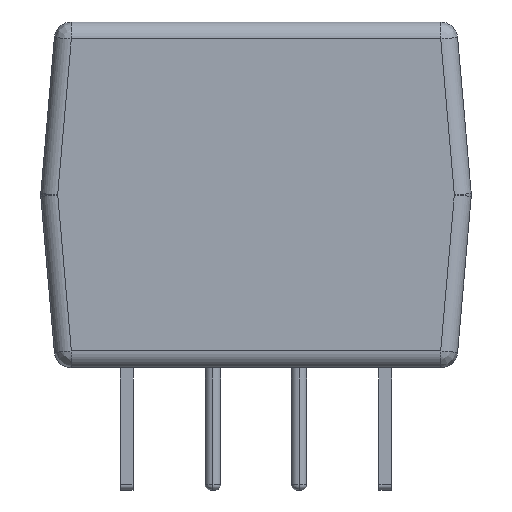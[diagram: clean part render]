
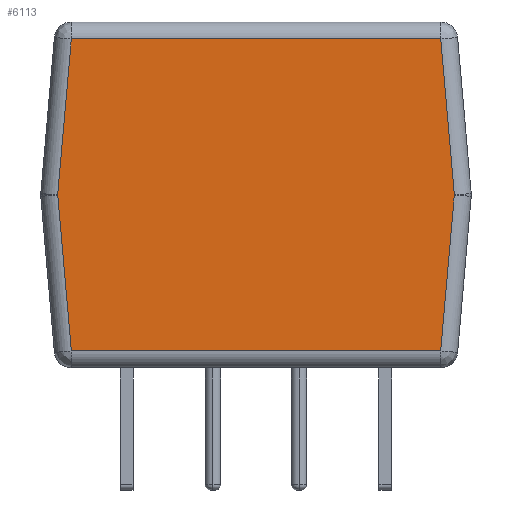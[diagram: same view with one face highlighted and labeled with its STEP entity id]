
A CAD part, left-side view. The second image highlights one B-rep face of the part: STEP entity #6113.
In plain terms, the highlighted planar face has unit normal (-1, 0, 0).
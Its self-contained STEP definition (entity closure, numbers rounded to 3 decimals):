
#118 = ORIENTED_EDGE ( 'NONE', *, *, #9509, .F. ) ;
#151 = LINE ( 'NONE', #5089, #7488 ) ;
#203 = CARTESIAN_POINT ( 'NONE',  ( -6.35, -5.848, 5.1 ) ) ;
#690 = CARTESIAN_POINT ( 'NONE',  ( -6.35, 0., 9.7 ) ) ;
#731 = EDGE_CURVE ( 'NONE', #9636, #7316, #4889, .T. ) ;
#855 = VERTEX_POINT ( 'NONE', #203 ) ;
#1308 = CARTESIAN_POINT ( 'NONE',  ( -6.35, 5.446, 0.5 ) ) ;
#1561 = DIRECTION ( 'NONE',  ( 0., 0.087, -0.996 ) ) ;
#1822 = ORIENTED_EDGE ( 'NONE', *, *, #2986, .F. ) ;
#1896 = ORIENTED_EDGE ( 'NONE', *, *, #5258, .F. ) ;
#2004 = FACE_OUTER_BOUND ( 'NONE', #4054, .T. ) ;
#2258 = VECTOR ( 'NONE', #4039, 1000. ) ;
#2396 = EDGE_CURVE ( 'NONE', #8285, #5386, #3078, .T. ) ;
#2789 = CARTESIAN_POINT ( 'NONE',  ( -6.35, 5.848, 5.1 ) ) ;
#2905 = DIRECTION ( 'NONE',  ( 0., 1., 0. ) ) ;
#2986 = EDGE_CURVE ( 'NONE', #10072, #8285, #3710, .T. ) ;
#3078 = LINE ( 'NONE', #9471, #4118 ) ;
#3239 = ORIENTED_EDGE ( 'NONE', *, *, #2396, .F. ) ;
#3615 = VECTOR ( 'NONE', #10104, 1000. ) ;
#3710 = LINE ( 'NONE', #6904, #3615 ) ;
#4039 = DIRECTION ( 'NONE',  ( 0., -1., 0. ) ) ;
#4054 = EDGE_LOOP ( 'NONE', ( #7546, #6496, #3239, #1822, #118, #1896 ) ) ;
#4090 = EDGE_CURVE ( 'NONE', #5386, #9636, #151, .T. ) ;
#4118 = VECTOR ( 'NONE', #4584, 1000. ) ;
#4120 = CARTESIAN_POINT ( 'NONE',  ( -6.35, 5.446, 9.7 ) ) ;
#4403 = CARTESIAN_POINT ( 'NONE',  ( -6.35, 6.35, 10.2 ) ) ;
#4584 = DIRECTION ( 'NONE',  ( 0., 0.087, 0.996 ) ) ;
#4679 = AXIS2_PLACEMENT_3D ( 'NONE', #4403, #5206, #2905 ) ;
#4889 = LINE ( 'NONE', #690, #2258 ) ;
#4929 = CARTESIAN_POINT ( 'NONE',  ( -6.35, -5.313, 11.22 ) ) ;
#4981 = DIRECTION ( 'NONE',  ( 0., -0.087, -0.996 ) ) ;
#5039 = DIRECTION ( 'NONE',  ( 0., -0.087, 0.996 ) ) ;
#5089 = CARTESIAN_POINT ( 'NONE',  ( -6.35, 5.852, 5.056 ) ) ;
#5206 = DIRECTION ( 'NONE',  ( 1., 0., 0. ) ) ;
#5258 = EDGE_CURVE ( 'NONE', #7316, #855, #9035, .T. ) ;
#5386 = VERTEX_POINT ( 'NONE', #2789 ) ;
#5540 = CARTESIAN_POINT ( 'NONE',  ( -6.35, -5.446, 9.7 ) ) ;
#6113 = ADVANCED_FACE ( 'NONE', ( #2004 ), #8374, .F. ) ;
#6315 = CARTESIAN_POINT ( 'NONE',  ( -6.35, -5.852, 5.144 ) ) ;
#6496 = ORIENTED_EDGE ( 'NONE', *, *, #4090, .F. ) ;
#6542 = VECTOR ( 'NONE', #1561, 1000. ) ;
#6904 = CARTESIAN_POINT ( 'NONE',  ( -6.35, 6.35, 0.5 ) ) ;
#7316 = VERTEX_POINT ( 'NONE', #5540 ) ;
#7375 = CARTESIAN_POINT ( 'NONE',  ( -6.35, -5.446, 0.5 ) ) ;
#7488 = VECTOR ( 'NONE', #5039, 1000. ) ;
#7546 = ORIENTED_EDGE ( 'NONE', *, *, #731, .F. ) ;
#8031 = VECTOR ( 'NONE', #4981, 1000. ) ;
#8056 = LINE ( 'NONE', #6315, #6542 ) ;
#8285 = VERTEX_POINT ( 'NONE', #1308 ) ;
#8374 = PLANE ( 'NONE',  #4679 ) ;
#9035 = LINE ( 'NONE', #4929, #8031 ) ;
#9471 = CARTESIAN_POINT ( 'NONE',  ( -6.35, 6.295, 10.205 ) ) ;
#9509 = EDGE_CURVE ( 'NONE', #855, #10072, #8056, .T. ) ;
#9636 = VERTEX_POINT ( 'NONE', #4120 ) ;
#10072 = VERTEX_POINT ( 'NONE', #7375 ) ;
#10104 = DIRECTION ( 'NONE',  ( 0., 1., 0. ) ) ;
